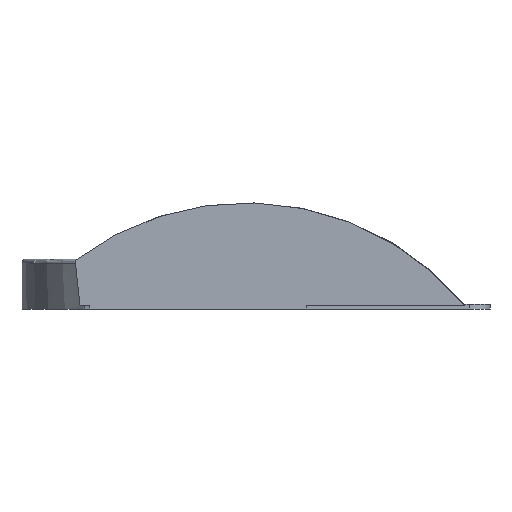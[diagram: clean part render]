
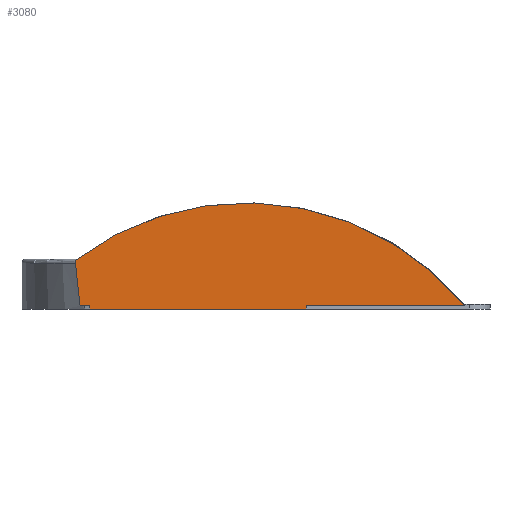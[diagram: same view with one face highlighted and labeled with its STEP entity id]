
A CAD part, left-side view. The second image highlights one B-rep face of the part: STEP entity #3080.
In plain terms, the highlighted planar face has unit normal (-1, 0, 0).
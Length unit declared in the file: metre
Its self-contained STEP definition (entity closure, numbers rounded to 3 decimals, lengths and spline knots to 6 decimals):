
#27=CIRCLE('',#3267,0.068091);
#178=ORIENTED_EDGE('',*,*,#1031,.F.);
#179=ORIENTED_EDGE('',*,*,#1045,.F.);
#180=ORIENTED_EDGE('',*,*,#1073,.T.);
#181=ORIENTED_EDGE('',*,*,#1074,.F.);
#182=ORIENTED_EDGE('',*,*,#1075,.F.);
#183=ORIENTED_EDGE('',*,*,#1052,.T.);
#184=ORIENTED_EDGE('',*,*,#1076,.T.);
#1031=EDGE_CURVE('',#1481,#1482,#1789,.T.);
#1045=EDGE_CURVE('',#1493,#1481,#1800,.T.);
#1052=EDGE_CURVE('',#1500,#1501,#1804,.T.);
#1073=EDGE_CURVE('',#1493,#1515,#27,.T.);
#1074=EDGE_CURVE('',#1516,#1515,#1817,.T.);
#1075=EDGE_CURVE('',#1500,#1516,#1818,.T.);
#1076=EDGE_CURVE('',#1501,#1482,#1819,.T.);
#1481=VERTEX_POINT('',#4351);
#1482=VERTEX_POINT('',#4353);
#1493=VERTEX_POINT('',#4380);
#1500=VERTEX_POINT('',#4397);
#1501=VERTEX_POINT('',#4398);
#1515=VERTEX_POINT('',#4460);
#1516=VERTEX_POINT('',#4462);
#1789=LINE('',#4352,#2183);
#1800=LINE('',#4381,#2194);
#1804=LINE('',#4396,#2198);
#1817=LINE('',#4461,#2211);
#1818=LINE('',#4463,#2212);
#1819=LINE('',#4464,#2213);
#2183=VECTOR('',#3504,1.);
#2194=VECTOR('',#3527,1.);
#2198=VECTOR('',#3541,1.);
#2211=VECTOR('',#3570,1.);
#2212=VECTOR('',#3571,1.);
#2213=VECTOR('',#3572,1.);
#2568=EDGE_LOOP('',(#178,#179,#180,#181,#182,#183,#184));
#2754=FACE_BOUND('',#2568,.T.);
#2937=PLANE('',#3266);
#3080=ADVANCED_FACE('',(#2754),#2937,.F.);
#3266=AXIS2_PLACEMENT_3D('',#4458,#3566,#3567);
#3267=AXIS2_PLACEMENT_3D('',#4459,#3568,#3569);
#3504=DIRECTION('',(0.,0.,-1.));
#3527=DIRECTION('',(0.,1.,0.));
#3541=DIRECTION('',(0.,0.,-1.));
#3566=DIRECTION('',(1.,0.,0.));
#3567=DIRECTION('',(0.,1.,0.));
#3568=DIRECTION('',(-1.,0.,0.));
#3569=DIRECTION('',(0.,-1.,0.));
#3570=DIRECTION('',(0.,0.109,0.994));
#3571=DIRECTION('',(0.,1.,0.));
#3572=DIRECTION('',(0.,-1.,0.));
#4351=CARTESIAN_POINT('',(-0.027245,0.019731,0.000875));
#4352=CARTESIAN_POINT('',(-0.027245,0.019731,0.012));
#4353=CARTESIAN_POINT('',(-0.027245,0.019731,0.));
#4380=CARTESIAN_POINT('',(-0.027245,-0.018296,0.000875));
#4381=CARTESIAN_POINT('',(-0.027245,0.027876,0.000875));
#4396=CARTESIAN_POINT('',(-0.027244,0.071781,0.012));
#4397=CARTESIAN_POINT('',(-0.027244,0.071781,0.000875));
#4398=CARTESIAN_POINT('',(-0.027244,0.071781,0.));
#4458=CARTESIAN_POINT('',(-0.027244,0.045756,0.012));
#4459=CARTESIAN_POINT('',(-0.027245,0.034125,-0.04258));
#4460=CARTESIAN_POINT('',(-0.027244,0.075238,0.011698));
#4461=CARTESIAN_POINT('',(-0.027244,0.074643,0.006287));
#4462=CARTESIAN_POINT('',(-0.027244,0.074049,0.000875));
#4463=CARTESIAN_POINT('',(-0.027245,0.027876,0.000875));
#4464=CARTESIAN_POINT('',(-0.027244,0.045756,0.));
